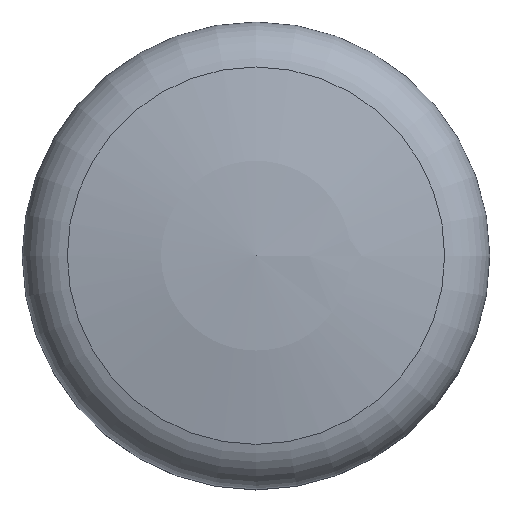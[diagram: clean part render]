
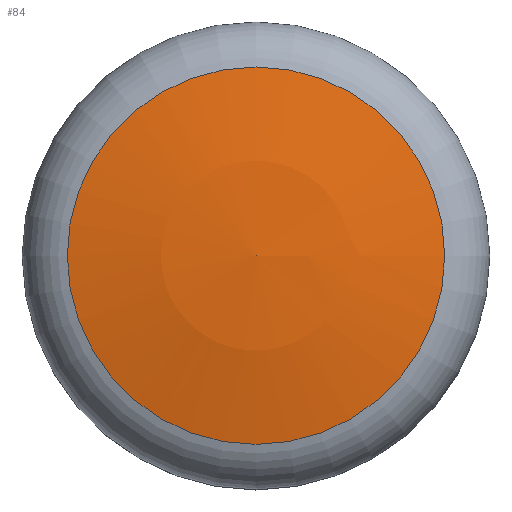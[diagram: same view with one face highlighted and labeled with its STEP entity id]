
A CAD part, top view. The second image highlights one B-rep face of the part: STEP entity #84.
In plain terms, the highlighted spherical face has radius 281 mm.
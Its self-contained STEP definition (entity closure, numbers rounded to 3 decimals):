
#26=FACE_OUTER_BOUND($,#34,.T.);
#34=EDGE_LOOP($,(#69));
#48=CIRCLE($,#96,59.405);
#55=VERTEX_POINT($,#144);
#62=EDGE_CURVE($,#55,#55,#48,.T.);
#69=ORIENTED_EDGE($,*,*,#62,.F.);
#83=SPHERICAL_SURFACE($,#95,281.);
#84=ADVANCED_FACE($,(#26),#83,.T.);
#95=AXIS2_PLACEMENT_3D($,#143,#112,#113);
#96=AXIS2_PLACEMENT_3D($,#145,#114,#115);
#112=DIRECTION('center_axis',(0.,0.,1.));
#113=DIRECTION('ref_axis',(1.,0.,0.));
#114=DIRECTION('center_axis',(0.,0.,-1.));
#115=DIRECTION('ref_axis',(-1.,0.,0.));
#143=CARTESIAN_POINT('Origin',(0.,0.,-182.5));
#144=CARTESIAN_POINT('',(-59.405,0.,92.149));
#145=CARTESIAN_POINT('Origin',(0.,0.,92.149));
